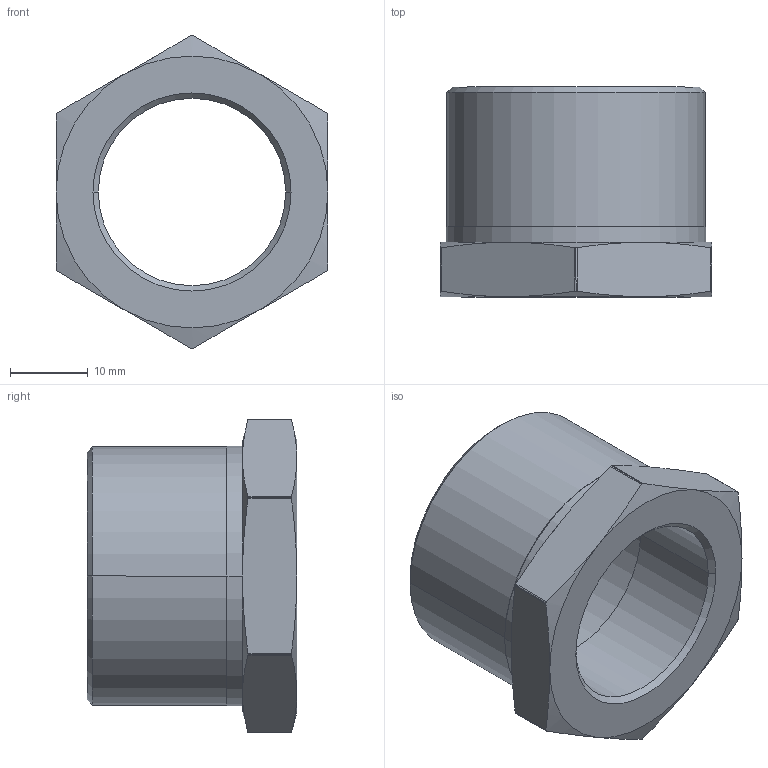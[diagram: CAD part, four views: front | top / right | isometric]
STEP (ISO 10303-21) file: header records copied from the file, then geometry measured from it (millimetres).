
FILE_DESCRIPTION (( 'STEP AP214' ), '1' );
FILE_NAME ('heco_RS-100-034-I.STEP', '2017-05-17T08:12:59', ( '' ), ( '' ), 'SwSTEP 2.0', 'SolidWorks 2016', '' );
FILE_SCHEMA (( 'AUTOMOTIVE_DESIGN' ));
Length unit declared in the file: millimetre
Products named in the file (1): heco_RS-100-034-I
Bounding box: 35 x 27 x 40.32 mm (x, y, z)
Volume: 10862 mm3; surface area: 6171.8 mm2
Topology: 1 solids, 1 shells, 234 faces, 598 edges, 392 vertices
Faces by surface type: plane 98, bspline 96, cylinder 20, cone 20
Entity records: 14416 total; most frequent: CARTESIAN_POINT 7521, ORIENTED_EDGE 1196, DIRECTION 672, EDGE_CURVE 598, VERTEX_POINT 392, VECTOR 322, LINE 322, EDGE_LOOP 262
